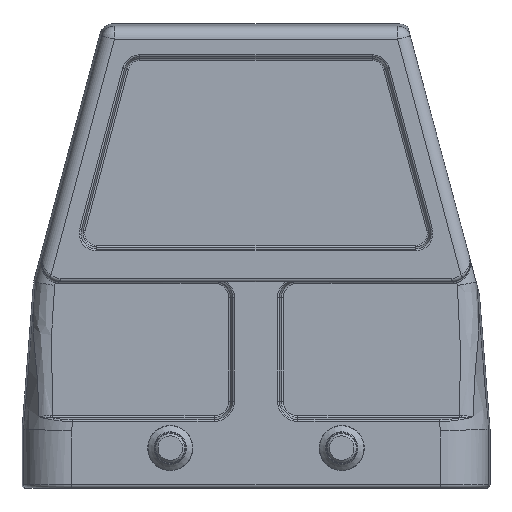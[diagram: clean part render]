
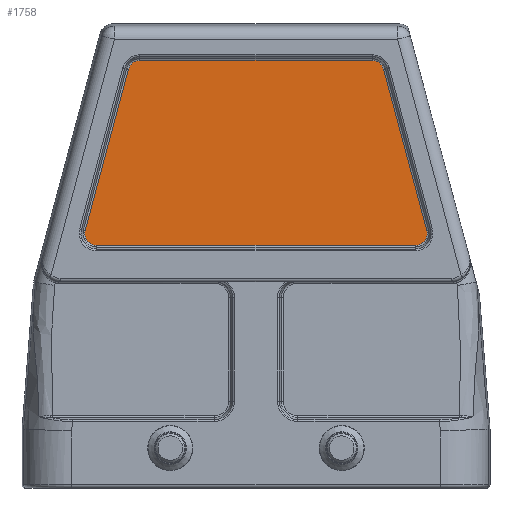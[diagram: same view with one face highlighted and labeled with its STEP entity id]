
A CAD part, front view. The second image highlights one B-rep face of the part: STEP entity #1758.
In plain terms, the highlighted planar face has unit normal (0, -1, 0).
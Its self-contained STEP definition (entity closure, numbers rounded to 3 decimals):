
#1247=FACE_OUTER_BOUND('',#3614,.T.);
#1758=ADVANCED_FACE('',(#1247),#2220,.F.);
#2220=PLANE('',#9046);
#2538=LINE('',#14572,#3058);
#2539=LINE('',#14577,#3059);
#2540=LINE('',#14581,#3060);
#2541=LINE('',#14585,#3061);
#3058=VECTOR('',#10102,1.);
#3059=VECTOR('',#10105,1.);
#3060=VECTOR('',#10108,1.);
#3061=VECTOR('',#10111,1.);
#3614=EDGE_LOOP('',(#4430,#4431,#4432,#4433,#4434,#4435,#4436,#4437));
#4430=ORIENTED_EDGE('',*,*,#7294,.T.);
#4431=ORIENTED_EDGE('',*,*,#7295,.T.);
#4432=ORIENTED_EDGE('',*,*,#7296,.T.);
#4433=ORIENTED_EDGE('',*,*,#7297,.T.);
#4434=ORIENTED_EDGE('',*,*,#7298,.T.);
#4435=ORIENTED_EDGE('',*,*,#7299,.T.);
#4436=ORIENTED_EDGE('',*,*,#7300,.T.);
#4437=ORIENTED_EDGE('',*,*,#7301,.T.);
#6575=VERTEX_POINT('',#14573);
#6576=VERTEX_POINT('',#14574);
#6577=VERTEX_POINT('',#14576);
#6578=VERTEX_POINT('',#14578);
#6579=VERTEX_POINT('',#14580);
#6580=VERTEX_POINT('',#14582);
#6581=VERTEX_POINT('',#14584);
#6582=VERTEX_POINT('',#14586);
#7294=EDGE_CURVE('',#6575,#6576,#2538,.T.);
#7295=EDGE_CURVE('',#6576,#6577,#8150,.T.);
#7296=EDGE_CURVE('',#6577,#6578,#2539,.T.);
#7297=EDGE_CURVE('',#6578,#6579,#8151,.T.);
#7298=EDGE_CURVE('',#6579,#6580,#2540,.T.);
#7299=EDGE_CURVE('',#6580,#6581,#8152,.T.);
#7300=EDGE_CURVE('',#6581,#6582,#2541,.T.);
#7301=EDGE_CURVE('',#6582,#6575,#8153,.T.);
#8150=CIRCLE('',#9042,1.835);
#8151=CIRCLE('',#9043,1.835);
#8152=CIRCLE('',#9044,1.835);
#8153=CIRCLE('',#9045,1.835);
#9042=AXIS2_PLACEMENT_3D('',#14575,#10103,#10104);
#9043=AXIS2_PLACEMENT_3D('',#14579,#10106,#10107);
#9044=AXIS2_PLACEMENT_3D('',#14583,#10109,#10110);
#9045=AXIS2_PLACEMENT_3D('',#14587,#10112,#10113);
#9046=AXIS2_PLACEMENT_3D('',#14588,#10114,#10115);
#10102=DIRECTION('',(-0.259,0.,0.966));
#10103=DIRECTION('',(0.,-1.,0.));
#10104=DIRECTION('',(0.,0.,1.));
#10105=DIRECTION('',(-1.,0.,0.));
#10106=DIRECTION('',(0.,-1.,0.));
#10107=DIRECTION('',(0.,0.,1.));
#10108=DIRECTION('',(-0.259,0.,-0.966));
#10109=DIRECTION('',(0.,-1.,0.));
#10110=DIRECTION('',(0.,0.,1.));
#10111=DIRECTION('',(1.,0.,0.));
#10112=DIRECTION('',(0.,-1.,0.));
#10113=DIRECTION('',(0.,0.,1.));
#10114=DIRECTION('',(0.,1.,0.));
#10115=DIRECTION('',(0.,0.,-1.));
#14572=CARTESIAN_POINT('',(19.8,-21.25,55.825));
#14573=CARTESIAN_POINT('',(26.498,-21.25,30.825));
#14574=CARTESIAN_POINT('',(19.8,-21.25,55.825));
#14575=CARTESIAN_POINT('',(18.027,-21.25,55.35));
#14576=CARTESIAN_POINT('',(18.027,-21.25,57.185));
#14577=CARTESIAN_POINT('',(-18.027,-21.25,57.185));
#14578=CARTESIAN_POINT('',(-18.027,-21.25,57.185));
#14579=CARTESIAN_POINT('',(-18.027,-21.25,55.35));
#14580=CARTESIAN_POINT('',(-19.8,-21.25,55.825));
#14581=CARTESIAN_POINT('',(-26.498,-21.25,30.825));
#14582=CARTESIAN_POINT('',(-26.498,-21.25,30.825));
#14583=CARTESIAN_POINT('',(-24.726,-21.25,30.35));
#14584=CARTESIAN_POINT('',(-24.726,-21.25,28.515));
#14585=CARTESIAN_POINT('',(24.726,-21.25,28.515));
#14586=CARTESIAN_POINT('',(24.726,-21.25,28.515));
#14587=CARTESIAN_POINT('',(24.726,-21.25,30.35));
#14588=CARTESIAN_POINT('',(18.027,-21.25,55.35));
